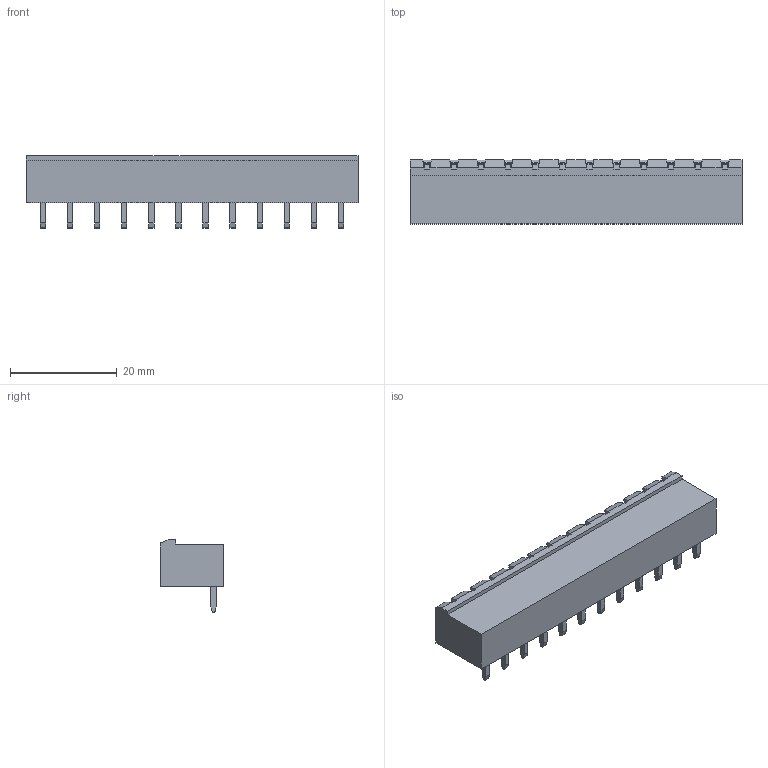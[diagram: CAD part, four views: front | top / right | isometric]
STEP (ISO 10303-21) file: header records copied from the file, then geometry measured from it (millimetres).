
FILE_DESCRIPTION (( 'STEP AP203' ), '1' );
FILE_NAME ('SOKETLI BASKILI DEVRE KLEMENSI - 5,08 MM ERKEK 90 KAPALI - 12 LI.STEP', '2018-09-12T06:27:55', ( 'user' ), ( '' ), 'SwSTEP 2.0', 'SolidWorks 2016', '' );
FILE_SCHEMA (( 'CONFIG_CONTROL_DESIGN' ));
Length unit declared in the file: millimetre
Products named in the file (1): SOKETLI BASKILI DEVRE KLEMENSI - 5,08 MM ERKEK 90 KAPALI - 12 LI
Bounding box: 62.26 x 12 x 13.6 mm (x, y, z)
Volume: 2935.2 mm3; surface area: 5404.6 mm2
Topology: 1 solids, 1 shells, 619 faces, 1683 edges, 1114 vertices
Faces by surface type: plane 499, cylinder 108, cone 12
Entity records: 19418 total; most frequent: CARTESIAN_POINT 3489, ORIENTED_EDGE 3366, DIRECTION 3151, EDGE_CURVE 1683, VECTOR 1407, LINE 1407, VERTEX_POINT 1114, AXIS2_PLACEMENT_3D 872
